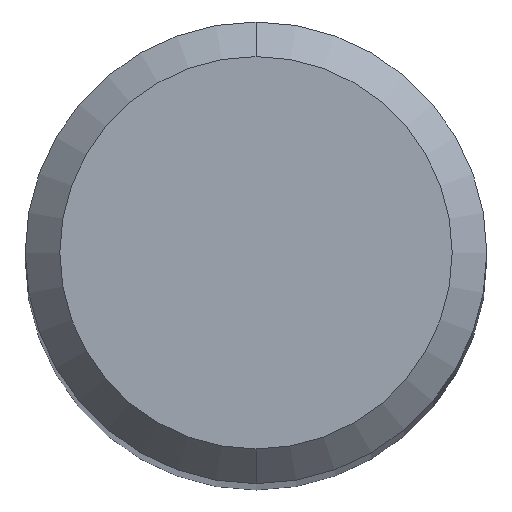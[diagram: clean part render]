
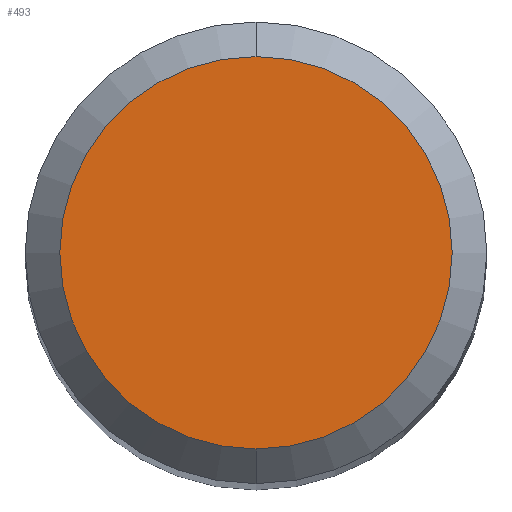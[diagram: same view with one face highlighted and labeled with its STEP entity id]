
A CAD part, top view. The second image highlights one B-rep face of the part: STEP entity #493.
In plain terms, the highlighted planar face has unit normal (0, 0, 1).
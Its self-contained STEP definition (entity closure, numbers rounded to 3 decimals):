
#491=EDGE_CURVE('',#929,#1013,#1187,.T.);
#493=ADVANCED_FACE('',(#1189),#1190,.T.);
#609=EDGE_CURVE('',#1013,#929,#1318,.T.);
#929=VERTEX_POINT('',#1662);
#1013=VERTEX_POINT('',#1757);
#1187=CIRCLE('',#2273,1.7);
#1189=FACE_OUTER_BOUND('',#2275,.T.);
#1190=PLANE('',#2276);
#1318=CIRCLE('',#2661,1.7);
#1662=CARTESIAN_POINT('',(0.,-1.7,0.0));
#1757=CARTESIAN_POINT('',(0.0,1.7,0.0));
#2273=AXIS2_PLACEMENT_3D('',#4425,#4426,#4427);
#2275=EDGE_LOOP('',(#4429,#4430));
#2276=AXIS2_PLACEMENT_3D('',#4431,#4432,#4433);
#2661=AXIS2_PLACEMENT_3D('',#4596,#4597,#4598);
#4425=CARTESIAN_POINT('',(0.0,0.0,0.0));
#4426=DIRECTION('',(0.0,0.0,-1.0));
#4427=DIRECTION('',(0.0,1.0,0.0));
#4429=ORIENTED_EDGE('',*,*,#609,.F.);
#4430=ORIENTED_EDGE('',*,*,#491,.F.);
#4431=CARTESIAN_POINT('',(0.0,0.85,0.0));
#4432=DIRECTION('',(-0.0,0.0,1.0));
#4433=DIRECTION('',(0.0,-1.0,0.0));
#4596=CARTESIAN_POINT('',(0.0,0.0,0.0));
#4597=DIRECTION('',(0.0,0.0,-1.0));
#4598=DIRECTION('',(0.0,1.0,0.0));
